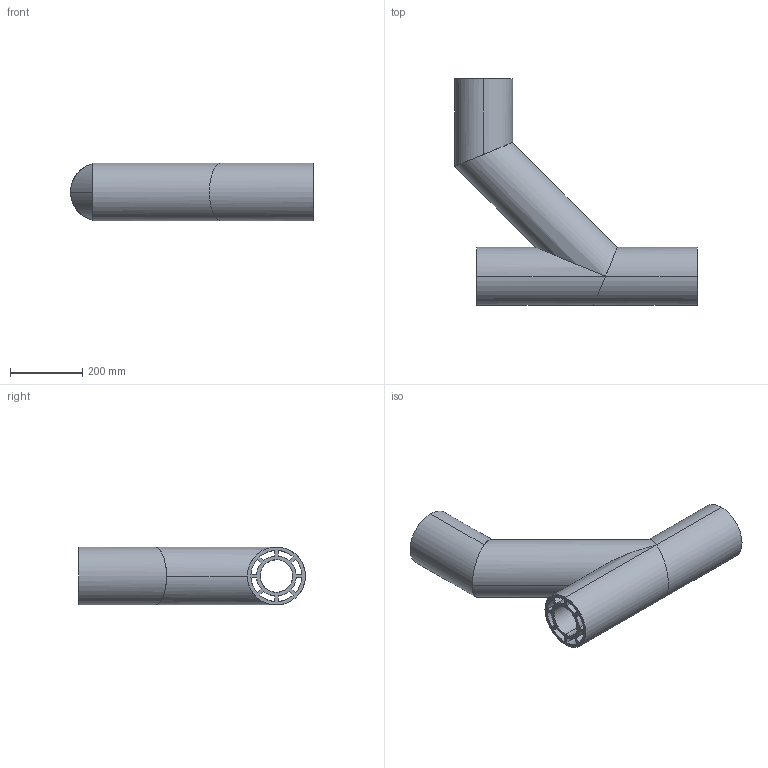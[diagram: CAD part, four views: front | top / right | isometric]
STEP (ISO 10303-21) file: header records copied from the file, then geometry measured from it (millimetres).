
FILE_DESCRIPTION (( 'STEP AP203' ), '1' );
FILE_NAME ('--7888532.STEP', '2015-03-23T15:25:37', ( 'enduser' ), ( '' ), 'SwSTEP 2.0', 'SolidWorks 2014', '' );
FILE_SCHEMA (( 'CONFIG_CONTROL_DESIGN' ));
Length unit declared in the file: inch
Products named in the file (1): --7888532
Bounding box: 670.56 x 626.11 x 160.02 mm (x, y, z)
Surface area: 1516075.2 mm2 (no closed solid volume)
Topology: 0 solids, 4 shells, 116 faces, 351 edges, 240 vertices
Faces by surface type: cylinder 62, plane 54
Entity records: 4054 total; most frequent: CARTESIAN_POINT 933, ORIENTED_EDGE 643, DIRECTION 570, EDGE_CURVE 351, VERTEX_POINT 240, LINE 216, VECTOR 216, AXIS2_PLACEMENT_3D 177
